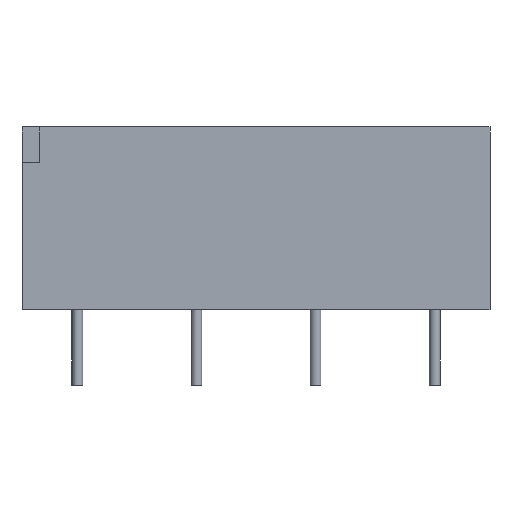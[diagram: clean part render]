
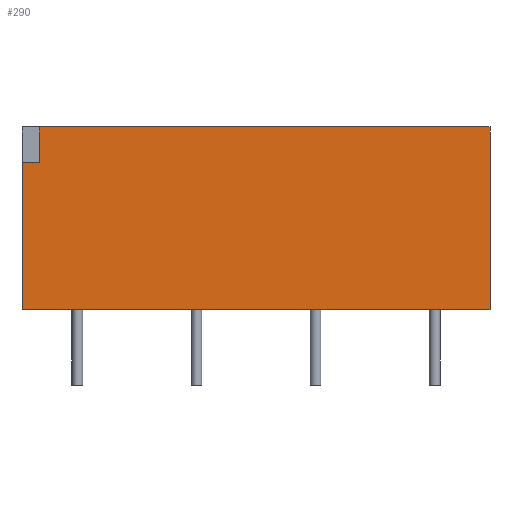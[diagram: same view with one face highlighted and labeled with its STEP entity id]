
A CAD part, front view. The second image highlights one B-rep face of the part: STEP entity #290.
In plain terms, the highlighted planar face has unit normal (0, -1, 0).
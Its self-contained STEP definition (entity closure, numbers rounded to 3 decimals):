
#256=AXIS2_PLACEMENT_3D('Plane Axis2P3D',#253,#254,#255) ;
#136=CARTESIAN_POINT('Vertex',(9.975,-2.65,7.8)) ;
#139=CARTESIAN_POINT('Line Origine',(9.975,-2.65,3.9)) ;
#143=CARTESIAN_POINT('Vertex',(9.975,-2.65,0.)) ;
#216=CARTESIAN_POINT('Vertex',(-9.975,-2.65,6.3)) ;
#235=CARTESIAN_POINT('Vertex',(-9.975,-2.65,0.)) ;
#238=CARTESIAN_POINT('Line Origine',(-9.975,-2.65,3.15)) ;
#253=CARTESIAN_POINT('Axis2P3D Location',(9.975,-2.65,0.)) ;
#258=CARTESIAN_POINT('Line Origine',(-9.216,-2.65,7.05)) ;
#262=CARTESIAN_POINT('Vertex',(-9.216,-2.65,7.8)) ;
#264=CARTESIAN_POINT('Vertex',(-9.216,-2.65,6.3)) ;
#267=CARTESIAN_POINT('Line Origine',(-9.595,-2.65,6.3)) ;
#272=CARTESIAN_POINT('Line Origine',(0.,-2.65,0.)) ;
#277=CARTESIAN_POINT('Line Origine',(0.38,-2.65,7.8)) ;
#140=DIRECTION('Vector Direction',(0.,0.,1.)) ;
#239=DIRECTION('Vector Direction',(0.,0.,1.)) ;
#254=DIRECTION('Axis2P3D Direction',(0.,1.,-0.)) ;
#255=DIRECTION('Axis2P3D XDirection',(-1.,0.,0.)) ;
#259=DIRECTION('Vector Direction',(0.,0.,-1.)) ;
#268=DIRECTION('Vector Direction',(1.,0.,0.)) ;
#273=DIRECTION('Vector Direction',(-1.,0.,0.)) ;
#278=DIRECTION('Vector Direction',(-1.,0.,0.)) ;
#141=VECTOR('Line Direction',#140,1.) ;
#240=VECTOR('Line Direction',#239,1.) ;
#260=VECTOR('Line Direction',#259,1.) ;
#269=VECTOR('Line Direction',#268,1.) ;
#274=VECTOR('Line Direction',#273,1.) ;
#279=VECTOR('Line Direction',#278,1.) ;
#283=ORIENTED_EDGE('',*,*,#266,.T.) ;
#284=ORIENTED_EDGE('',*,*,#271,.F.) ;
#285=ORIENTED_EDGE('',*,*,#242,.F.) ;
#286=ORIENTED_EDGE('',*,*,#276,.F.) ;
#287=ORIENTED_EDGE('',*,*,#145,.T.) ;
#288=ORIENTED_EDGE('',*,*,#281,.T.) ;
#290=ADVANCED_FACE('',(#289),#257,.F.) ;
#145=EDGE_CURVE('',#144,#137,#142,.T.) ;
#242=EDGE_CURVE('',#236,#217,#241,.T.) ;
#266=EDGE_CURVE('',#263,#265,#261,.T.) ;
#271=EDGE_CURVE('',#217,#265,#270,.T.) ;
#276=EDGE_CURVE('',#144,#236,#275,.T.) ;
#281=EDGE_CURVE('',#137,#263,#280,.T.) ;
#282=EDGE_LOOP('',(#283,#284,#285,#286,#287,#288)) ;
#289=FACE_OUTER_BOUND('',#282,.T.) ;
#142=LINE('Line',#139,#141) ;
#241=LINE('Line',#238,#240) ;
#261=LINE('Line',#258,#260) ;
#270=LINE('Line',#267,#269) ;
#275=LINE('Line',#272,#274) ;
#280=LINE('Line',#277,#279) ;
#257=PLANE('',#256) ;
#137=VERTEX_POINT('',#136) ;
#144=VERTEX_POINT('',#143) ;
#217=VERTEX_POINT('',#216) ;
#236=VERTEX_POINT('',#235) ;
#263=VERTEX_POINT('',#262) ;
#265=VERTEX_POINT('',#264) ;
